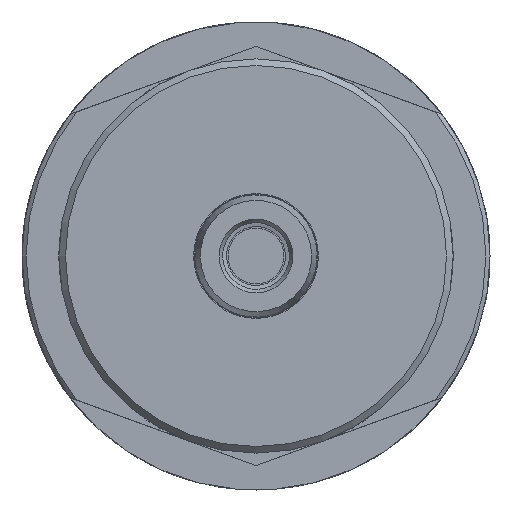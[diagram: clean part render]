
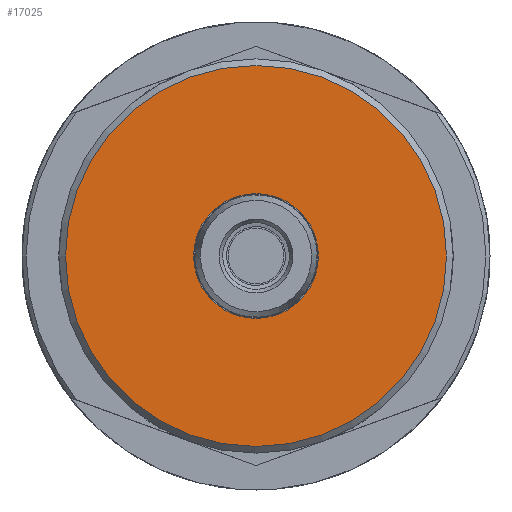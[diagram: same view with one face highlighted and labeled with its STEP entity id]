
A CAD part, left-side view. The second image highlights one B-rep face of the part: STEP entity #17025.
In plain terms, the highlighted planar face has unit normal (-1, 0, 0).
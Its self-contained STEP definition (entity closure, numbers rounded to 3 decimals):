
#614=FACE_BOUND('',#4784,.T.);
#3787=FACE_OUTER_BOUND('',#4783,.T.);
#4783=EDGE_LOOP('',(#11123,#11124));
#4784=EDGE_LOOP('',(#11125,#11126));
#5909=CIRCLE('',#18073,23.205);
#5910=CIRCLE('',#18074,23.205);
#5911=CIRCLE('',#18076,7.6);
#5912=CIRCLE('',#18077,7.6);
#6647=VERTEX_POINT('',#23376);
#6648=VERTEX_POINT('',#23378);
#6649=VERTEX_POINT('',#23382);
#6650=VERTEX_POINT('',#23383);
#8457=EDGE_CURVE('',#6647,#6648,#5909,.T.);
#8458=EDGE_CURVE('',#6648,#6647,#5910,.T.);
#8459=EDGE_CURVE('',#6649,#6650,#5911,.T.);
#8460=EDGE_CURVE('',#6650,#6649,#5912,.T.);
#11123=ORIENTED_EDGE('',*,*,#8458,.F.);
#11124=ORIENTED_EDGE('',*,*,#8457,.F.);
#11125=ORIENTED_EDGE('',*,*,#8459,.T.);
#11126=ORIENTED_EDGE('',*,*,#8460,.T.);
#16305=PLANE('',#18075);
#17025=ADVANCED_FACE('',(#3787,#614),#16305,.T.);
#18073=AXIS2_PLACEMENT_3D('',#23379,#19454,#19455);
#18074=AXIS2_PLACEMENT_3D('',#23380,#19456,#19457);
#18075=AXIS2_PLACEMENT_3D('',#23381,#19458,#19459);
#18076=AXIS2_PLACEMENT_3D('',#23384,#19460,#19461);
#18077=AXIS2_PLACEMENT_3D('',#23385,#19462,#19463);
#19454=DIRECTION('center_axis',(1.,0.,0.));
#19455=DIRECTION('ref_axis',(0.,1.,0.));
#19456=DIRECTION('center_axis',(1.,0.,0.));
#19457=DIRECTION('ref_axis',(0.,1.,0.));
#19458=DIRECTION('center_axis',(-1.,0.,0.));
#19459=DIRECTION('ref_axis',(0.,0.,1.));
#19460=DIRECTION('center_axis',(1.,0.,0.));
#19461=DIRECTION('ref_axis',(0.,1.,0.));
#19462=DIRECTION('center_axis',(1.,0.,0.));
#19463=DIRECTION('ref_axis',(0.,1.,0.));
#23376=CARTESIAN_POINT('',(0.,-23.205,0.));
#23378=CARTESIAN_POINT('',(0.,23.205,0.));
#23379=CARTESIAN_POINT('Origin',(0.,0.,
0.));
#23380=CARTESIAN_POINT('Origin',(0.,0.,
0.));
#23381=CARTESIAN_POINT('Origin',(0.,11.602,0.));
#23382=CARTESIAN_POINT('',(0.,7.6,0.));
#23383=CARTESIAN_POINT('',(0.,-7.6,0.));
#23384=CARTESIAN_POINT('Origin',(0.,0.,0.));
#23385=CARTESIAN_POINT('Origin',(0.,0.,0.));
